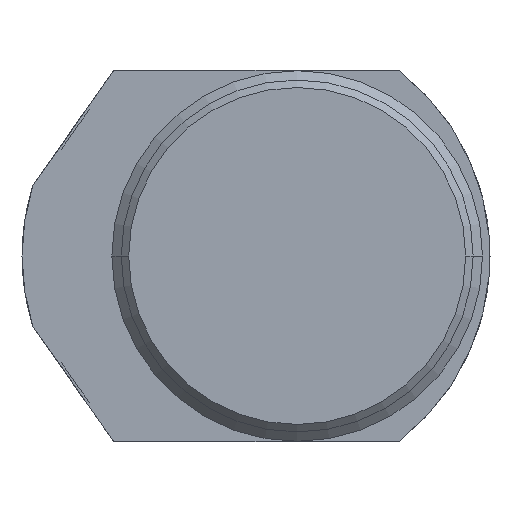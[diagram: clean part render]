
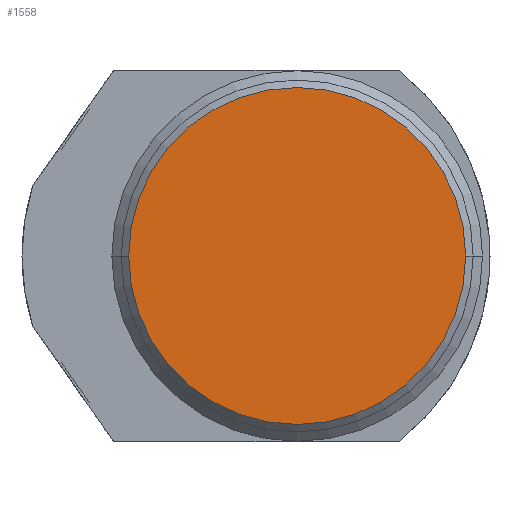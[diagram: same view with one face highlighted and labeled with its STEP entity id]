
A CAD part, left-side view. The second image highlights one B-rep face of the part: STEP entity #1558.
In plain terms, the highlighted planar face has unit normal (-1, 0, 0).
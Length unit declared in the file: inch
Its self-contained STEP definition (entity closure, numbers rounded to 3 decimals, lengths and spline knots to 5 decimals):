
#443=CARTESIAN_POINT('',(-2.5,-0.165,0.));
#444=DIRECTION('',(-1.,0.,0.));
#445=DIRECTION('',(0.,1.,0.));
#446=AXIS2_PLACEMENT_3D('',#443,#444,#445);
#461=CARTESIAN_POINT('',(-2.5,-0.165,0.));
#462=DIRECTION('',(1.,0.,0.));
#463=DIRECTION('',(0.,1.,0.));
#464=AXIS2_PLACEMENT_3D('',#461,#462,#463);
#930=CARTESIAN_POINT('',(-2.5,0.51,0.));
#931=CARTESIAN_POINT('',(-2.5,-0.84,0.));
#932=VERTEX_POINT('',#930);
#933=VERTEX_POINT('',#931);
#1548=CARTESIAN_POINT('',(-2.5,0.,0.));
#1549=DIRECTION('',(1.,0.,0.));
#1550=DIRECTION('',(0.,0.,-1.));
#1551=AXIS2_PLACEMENT_3D('',#1548,#1549,#1550);
#1552=PLANE('',#1551);
#1553=ORIENTED_EDGE('',*,*,#1538,.F.);
#1555=ORIENTED_EDGE('',*,*,#1554,.T.);
#1556=EDGE_LOOP('',(#1553,#1555));
#1557=FACE_OUTER_BOUND('',#1556,.F.);
#1558=ADVANCED_FACE('',(#1557),#1552,.F.);
#447=CIRCLE('',#446,0.675);
#465=CIRCLE('',#464,0.675);
#1538=EDGE_CURVE('',#932,#933,#447,.T.);
#1554=EDGE_CURVE('',#932,#933,#465,.T.);
